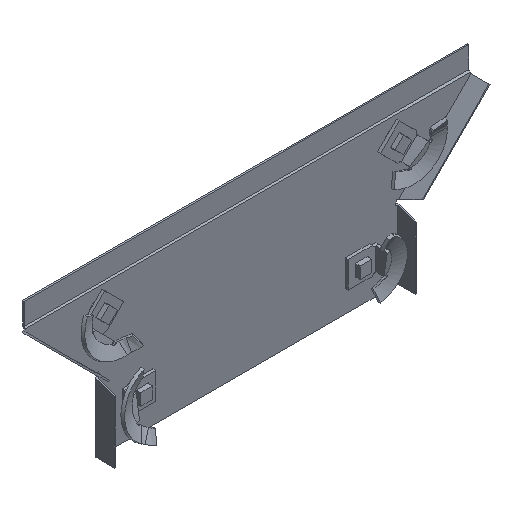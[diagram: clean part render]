
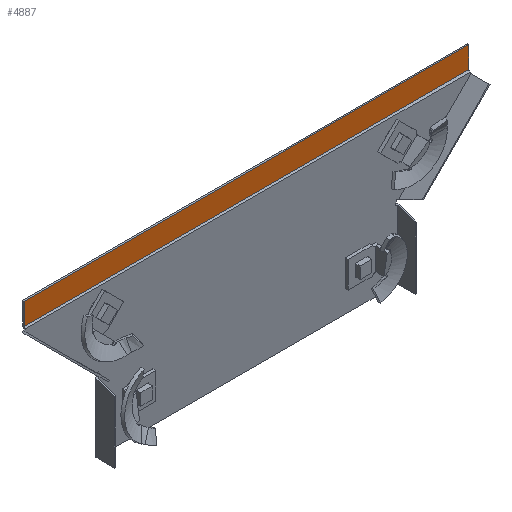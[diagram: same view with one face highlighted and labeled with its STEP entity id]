
A CAD part, isometric view. The second image highlights one B-rep face of the part: STEP entity #4887.
In plain terms, the highlighted planar face has unit normal (0, -1, 0).
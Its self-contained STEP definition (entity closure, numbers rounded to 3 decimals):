
#129 = EDGE_CURVE ( 'NONE', #4758, #6188, #175, .T. ) ;
#175 = LINE ( 'NONE', #5561, #719 ) ;
#232 = VERTEX_POINT ( 'NONE', #1326 ) ;
#289 = CARTESIAN_POINT ( 'NONE',  ( 150., -0.066, -115.344 ) ) ;
#328 = DIRECTION ( 'NONE',  ( 0., 0., -1. ) ) ;
#342 = ORIENTED_EDGE ( 'NONE', *, *, #2474, .T. ) ;
#450 = CARTESIAN_POINT ( 'NONE',  ( 150., -0.066, -0.144 ) ) ;
#536 = DIRECTION ( 'NONE',  ( 0., 0., -1. ) ) ;
#596 = VECTOR ( 'NONE', #3242, 1000. ) ;
#604 = DIRECTION ( 'NONE',  ( 1., 0., 0. ) ) ;
#697 = DIRECTION ( 'NONE',  ( 0., 0., -1. ) ) ;
#719 = VECTOR ( 'NONE', #697, 1000. ) ;
#753 = LINE ( 'NONE', #2693, #2026 ) ;
#764 = VERTEX_POINT ( 'NONE', #817 ) ;
#817 = CARTESIAN_POINT ( 'NONE',  ( -150., -0.066, -14.734 ) ) ;
#1254 = CARTESIAN_POINT ( 'NONE',  ( -150., -0.066, -0.144 ) ) ;
#1326 = CARTESIAN_POINT ( 'NONE',  ( -150., -0.066, -0.144 ) ) ;
#1394 = AXIS2_PLACEMENT_3D ( 'NONE', #2029, #2535, #536 ) ;
#1817 = VERTEX_POINT ( 'NONE', #5478 ) ;
#1900 = CARTESIAN_POINT ( 'NONE',  ( 150., -0.066, -0.144 ) ) ;
#2026 = VECTOR ( 'NONE', #4136, 1000. ) ;
#2029 = CARTESIAN_POINT ( 'NONE',  ( -150., -0.066, -115.344 ) ) ;
#2032 = CARTESIAN_POINT ( 'NONE',  ( 150., -0.066, -14.527 ) ) ;
#2474 = EDGE_CURVE ( 'NONE', #4280, #764, #2509, .T. ) ;
#2509 = LINE ( 'NONE', #2725, #2731 ) ;
#2535 = DIRECTION ( 'NONE',  ( 0., -1., 0. ) ) ;
#2537 = EDGE_CURVE ( 'NONE', #232, #4758, #5532, .T. ) ;
#2693 = CARTESIAN_POINT ( 'NONE',  ( -150., -0.066, -14.734 ) ) ;
#2725 = CARTESIAN_POINT ( 'NONE',  ( -150., -0.066, -14.527 ) ) ;
#2731 = VECTOR ( 'NONE', #5656, 1000. ) ;
#2997 = PLANE ( 'NONE',  #1394 ) ;
#3099 = EDGE_CURVE ( 'NONE', #1817, #764, #753, .T. ) ;
#3213 = ORIENTED_EDGE ( 'NONE', *, *, #3529, .F. ) ;
#3242 = DIRECTION ( 'NONE',  ( 0., 0., 1. ) ) ;
#3529 = EDGE_CURVE ( 'NONE', #4280, #232, #5598, .T. ) ;
#4136 = DIRECTION ( 'NONE',  ( -1., 0., 0. ) ) ;
#4185 = ORIENTED_EDGE ( 'NONE', *, *, #129, .F. ) ;
#4280 = VERTEX_POINT ( 'NONE', #4354 ) ;
#4354 = CARTESIAN_POINT ( 'NONE',  ( -150., -0.066, -14.527 ) ) ;
#4389 = VECTOR ( 'NONE', #328, 1000. ) ;
#4758 = VERTEX_POINT ( 'NONE', #1900 ) ;
#4885 = ORIENTED_EDGE ( 'NONE', *, *, #5351, .F. ) ;
#4887 = ADVANCED_FACE ( 'NONE', ( #5372 ), #2997, .T. ) ;
#4942 = VECTOR ( 'NONE', #604, 1000. ) ;
#5304 = EDGE_LOOP ( 'NONE', ( #3213, #342, #5687, #4885, #4185, #5850 ) ) ;
#5351 = EDGE_CURVE ( 'NONE', #6188, #1817, #5824, .T. ) ;
#5372 = FACE_OUTER_BOUND ( 'NONE', #5304, .T. ) ;
#5478 = CARTESIAN_POINT ( 'NONE',  ( 150., -0.066, -14.734 ) ) ;
#5532 = LINE ( 'NONE', #450, #4942 ) ;
#5561 = CARTESIAN_POINT ( 'NONE',  ( 150., -0.066, -0.144 ) ) ;
#5598 = LINE ( 'NONE', #1254, #596 ) ;
#5656 = DIRECTION ( 'NONE',  ( 0., 0., -1. ) ) ;
#5687 = ORIENTED_EDGE ( 'NONE', *, *, #3099, .F. ) ;
#5824 = LINE ( 'NONE', #289, #4389 ) ;
#5850 = ORIENTED_EDGE ( 'NONE', *, *, #2537, .F. ) ;
#6188 = VERTEX_POINT ( 'NONE', #2032 ) ;
